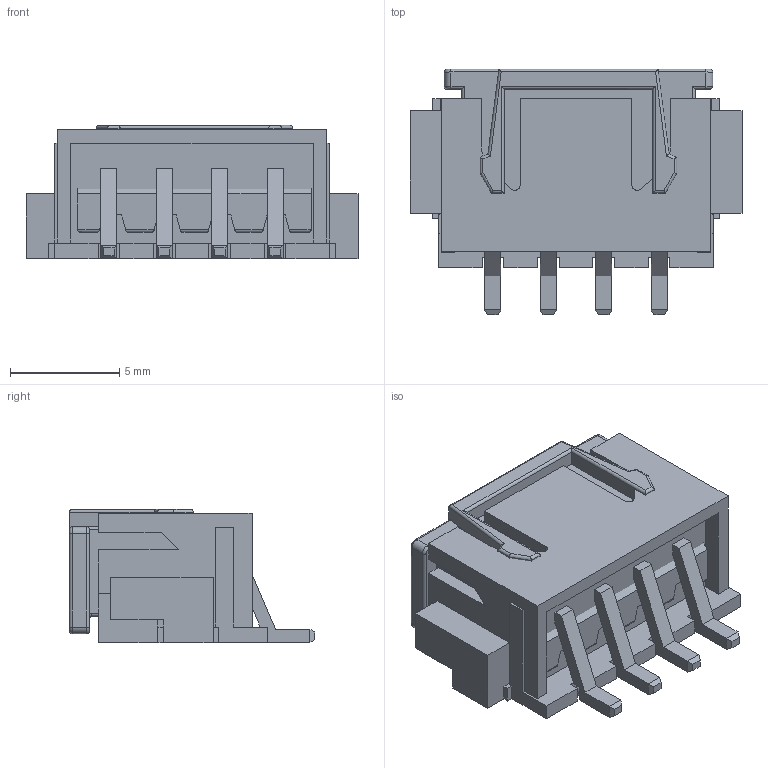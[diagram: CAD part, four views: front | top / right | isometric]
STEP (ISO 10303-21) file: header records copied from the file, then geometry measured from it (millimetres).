
FILE_DESCRIPTION(/* description */ ('Unknown'),/* implementation_level */ '2;1');
FILE_NAME(/* name */ 'JST - XH - SMD (R) - 4Pin - 2.54mm.step',/* time_stamp */ '2025-11-18T10:59:51-05:00',/* author */ (''),/* organization */ (''),/* preprocessor_version */ 'ST-DEVELOPER v20.1',/* originating_system */ 'Autodesk Translation Framework v14.21.0.0',/* authorisation */ '');
FILE_SCHEMA (('AUTOMOTIVE_DESIGN { 1 0 10303 214 3 1 1 }'));
Length unit declared in the file: millimetre
Products named in the file (2): JST - XH - SMD (R) - 4Pin - 2.54mm; 1
Assembly tree (1 placements, depth 2):
  JST - XH - SMD (R) - 4Pin - 2.54mm
    1
Bounding box: 15.21 x 11.24 x 6.1 mm (x, y, z)
Volume: 504.7 mm3; surface area: 1378.7 mm2
Topology: 2 solids, 22 shells, 546 faces, 1385 edges, 891 vertices
Faces by surface type: plane 422, cylinder 68, bspline 40, torus 16
Full cylindrical faces by diameter (mm): 0.61 x1, 1 x4
Entity records: 17085 total; most frequent: CARTESIAN_POINT 3827, ORIENTED_EDGE 2770, DIRECTION 2456, EDGE_CURVE 1385, LINE 1168, VECTOR 1168, VERTEX_POINT 891, AXIS2_PLACEMENT_3D 644
